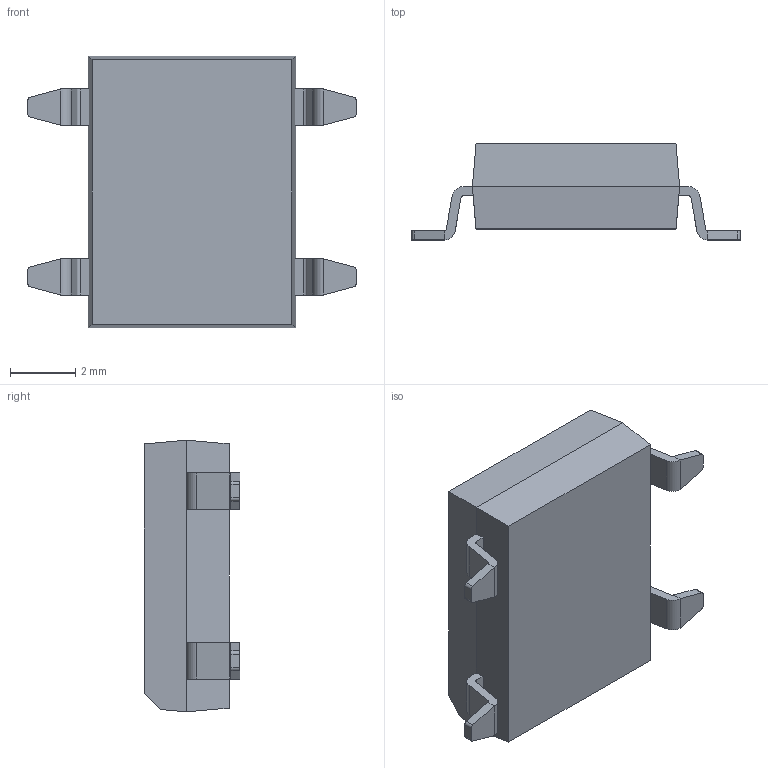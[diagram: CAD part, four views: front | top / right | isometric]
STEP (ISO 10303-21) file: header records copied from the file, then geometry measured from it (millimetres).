
FILE_DESCRIPTION (( 'STEP AP214' ), '1' );
FILE_NAME ('DBLS101G.STEP', '2022-01-21T09:47:12', ( '' ), ( '' ), 'SwSTEP 2.0', 'SolidWorks 2017', '' );
FILE_SCHEMA (( 'AUTOMOTIVE_DESIGN' ));
Length unit declared in the file: millimetre
Products named in the file (1): DBLS101G
Bounding box: 10.05 x 2.93 x 8.32 mm (x, y, z)
Volume: 135.6 mm3; surface area: 207.3 mm2
Topology: 9 solids, 9 shells, 167 faces, 431 edges, 286 vertices
Faces by surface type: plane 111, bspline 32, cylinder 24
Entity records: 6503 total; most frequent: CARTESIAN_POINT 2485, ORIENTED_EDGE 862, DIRECTION 687, EDGE_CURVE 431, LINE 319, VECTOR 319, VERTEX_POINT 286, AXIS2_PLACEMENT_3D 184
